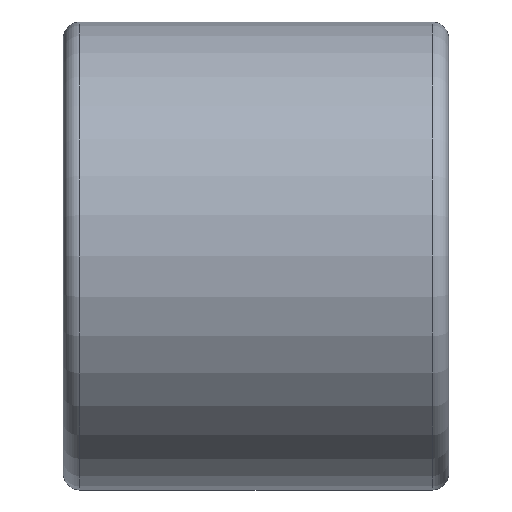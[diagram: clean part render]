
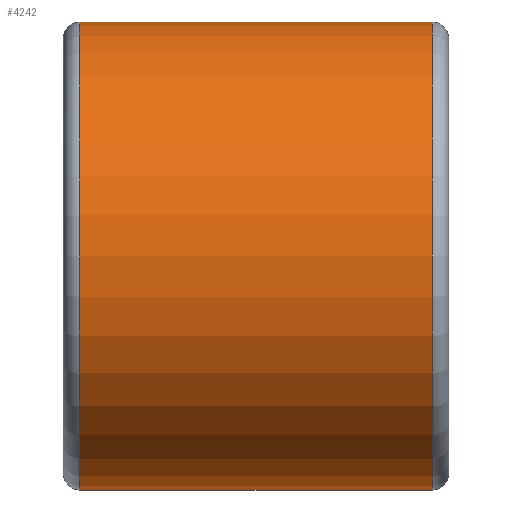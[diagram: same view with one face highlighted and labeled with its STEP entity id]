
A CAD part, front view. The second image highlights one B-rep face of the part: STEP entity #4242.
In plain terms, the highlighted cylindrical face has radius 42.5 mm (diameter 85 mm), a partial arc.
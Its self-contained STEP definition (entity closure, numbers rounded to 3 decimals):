
#26 = DIRECTION ( 'NONE',  ( -1., 0., 0. ) ) ;
#164 = CARTESIAN_POINT ( 'NONE',  ( 0., 0., 42.5 ) ) ;
#166 = EDGE_CURVE ( 'NONE', #3187, #1134, #3241, .T. ) ;
#255 = EDGE_CURVE ( 'NONE', #2847, #4944, #1144, .T. ) ;
#411 = EDGE_CURVE ( 'NONE', #1134, #4944, #2689, .T. ) ;
#522 = CARTESIAN_POINT ( 'NONE',  ( 67., 0., 0. ) ) ;
#808 = CYLINDRICAL_SURFACE ( 'NONE', #3542, 42.5 ) ;
#894 = EDGE_LOOP ( 'NONE', ( #986, #1238, #1483, #1722 ) ) ;
#952 = EDGE_CURVE ( 'NONE', #2847, #3187, #2200, .T. ) ;
#986 = ORIENTED_EDGE ( 'NONE', *, *, #255, .F. ) ;
#1134 = VERTEX_POINT ( 'NONE', #4537 ) ;
#1144 = LINE ( 'NONE', #4463, #1692 ) ;
#1238 = ORIENTED_EDGE ( 'NONE', *, *, #952, .T. ) ;
#1265 = DIRECTION ( 'NONE',  ( 0., 0., 1. ) ) ;
#1287 = DIRECTION ( 'NONE',  ( 1., 0., 0. ) ) ;
#1483 = ORIENTED_EDGE ( 'NONE', *, *, #166, .T. ) ;
#1505 = DIRECTION ( 'NONE',  ( -1., 0., 0. ) ) ;
#1617 = DIRECTION ( 'NONE',  ( -1., 0., 0. ) ) ;
#1692 = VECTOR ( 'NONE', #26, 1000. ) ;
#1722 = ORIENTED_EDGE ( 'NONE', *, *, #411, .T. ) ;
#1900 = DIRECTION ( 'NONE',  ( 0., 0., -1. ) ) ;
#2040 = CARTESIAN_POINT ( 'NONE',  ( 3., 0., 0. ) ) ;
#2192 = CARTESIAN_POINT ( 'NONE',  ( 0., 0., 0. ) ) ;
#2200 = CIRCLE ( 'NONE', #3755, 42.5 ) ;
#2279 = FACE_OUTER_BOUND ( 'NONE', #894, .T. ) ;
#2562 = VECTOR ( 'NONE', #5125, 1000. ) ;
#2585 = AXIS2_PLACEMENT_3D ( 'NONE', #2040, #1287, #1900 ) ;
#2689 = CIRCLE ( 'NONE', #2585, 42.5 ) ;
#2847 = VERTEX_POINT ( 'NONE', #4143 ) ;
#2937 = CARTESIAN_POINT ( 'NONE',  ( 67., 0., 42.5 ) ) ;
#3187 = VERTEX_POINT ( 'NONE', #2937 ) ;
#3241 = LINE ( 'NONE', #164, #2562 ) ;
#3542 = AXIS2_PLACEMENT_3D ( 'NONE', #2192, #1505, #3600 ) ;
#3600 = DIRECTION ( 'NONE',  ( 0., 0., 1. ) ) ;
#3755 = AXIS2_PLACEMENT_3D ( 'NONE', #522, #1617, #1265 ) ;
#4143 = CARTESIAN_POINT ( 'NONE',  ( 67., 0., -42.5 ) ) ;
#4242 = ADVANCED_FACE ( 'NONE', ( #2279 ), #808, .T. ) ;
#4463 = CARTESIAN_POINT ( 'NONE',  ( 0., 0., -42.5 ) ) ;
#4537 = CARTESIAN_POINT ( 'NONE',  ( 3., 0., 42.5 ) ) ;
#4944 = VERTEX_POINT ( 'NONE', #5077 ) ;
#5077 = CARTESIAN_POINT ( 'NONE',  ( 3., 0., -42.5 ) ) ;
#5125 = DIRECTION ( 'NONE',  ( -1., 0., 0. ) ) ;
